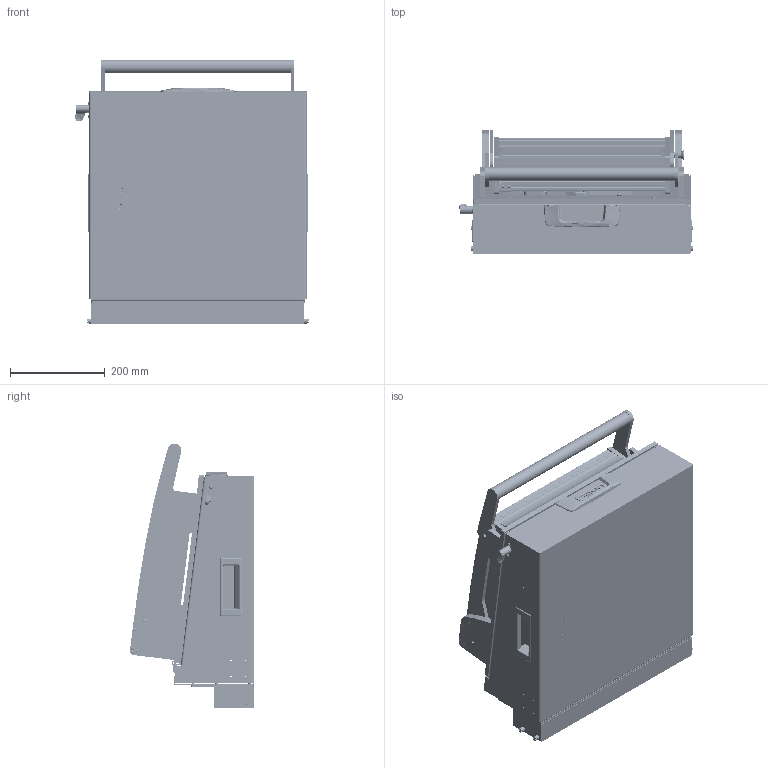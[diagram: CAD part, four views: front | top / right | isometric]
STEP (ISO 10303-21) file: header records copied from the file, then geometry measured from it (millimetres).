
FILE_DESCRIPTION (( 'STEP AP203' ), '1' );
FILE_NAME ('INGUN_35503.STEP', '2023-05-31T08:15:14', ( '' ), ( '' ), 'SwSTEP 2.0', 'SolidWorks 2021', '' );
FILE_SCHEMA (( 'CONFIG_CONTROL_DESIGN' ));
Length unit declared in the file: millimetre
Products named in the file (105): 29805~4_geschlossen<S>; 113920~0_S; DIN912~n_M04,0x012; ISO7380~n_M05,0x020; DIN6325~n_04,0m6x016; 53837~3_KUNDE<S>; 35664~1_S; 57801~2_S; 109950~0_KUNDE<S>; 111995~1_S; 35650~12_KUNDE<S>; 53031~0_S; 31109~0; 21332~0_MA 2112<Standard>; DIN6325~n_04,0m6x024; 53032~0_S; 21332_02~0; DIN912~n_M04,0x016; INGUN_35503; 30915~0; 53838~0_S; 30758_02~0_S; 35663~9_S; 35714~3_S; 110705~2_S; 2281~0; DIN912~n_M04,0x040; ISO7380~n_M05,0x008; 55712~0_KUNDE<S>; 113436~0_S; 20902~0; DIN7991~n_M04,0x010 VA; 30112~0; 110322~4_S; 38786~1; 35649~1_S; K_02037~0_Standard ohne Dyn Punkt<Standard>; 30984~0_S; 109934~0_KUNDE<S>; 35661~4_S ...
Assembly tree (204 placements, depth 6):
  INGUN_35503
    114903~0_ohne GF<S>
      32172~8
      30758~0_S  x2
        30758_01~0_S
        30758_02~0_S
        38564~0
      20902~0
      21332~0_MA 2112<Standard>
        21332_02~0
        21332_01~0
      53032~0_S
      32171~0_S
      32462~0_S
      29805~4_geschlossen<S>
        110322~4_S
        110705~2_S
        30984~0_S
        110231~1_S
        110443~0_S
        30112~0
        ISO7380~n_M05,0x030
        ISO7380~n_M04,0x008  x2
        DIN914~n_M04,0x05
      35334~0_S
      DIN7991~n_M05,0x016
      DIN7991~n_M05,0x012  x2
      DIN985-A2~n_M04,0  x3
      8804~0
      DIN125~n_04,3 M04,0  x2
    35650~12_KUNDE<S>
      109770~1_S
        35648~17
        35661~4_S
        35662~11_S
        35663~9_S
        2281~0_180ø<Standard>  x2
          2281~0
        112064~0_S  x2
        53031~0_S
        35649~1_S
        35651~1_S
        31253~0_S
        30955~0_S
        30915~0
        ASR~asr_拱04,2x07x拌8  x2
        2528~0  x2
        31109~0
        35664~1_S
        114566~0_S  x2
          112087~1_S
            111995~1_S
            112086~2_S
            DIN125~n_05,3 M05,0 Fase
          49317~0
          DIN912~n_M04,0x016
          DIN125~n_04,3 M04,0
          DIN125~n_06,4 M06,0 Fase
        DIN6325~n_04,0m6x016  x2
        DIN7991~n_M05,0x020  x6
Bounding box: 493.5 x 262.15 x 559.17 mm (x, y, z)
Volume: 4880282.8 mm3; surface area: 2692636.4 mm2
Topology: 225 solids, 233 shells, 6452 faces, 16276 edges, 10399 vertices
Faces by surface type: cylinder 2796, plane 2357, cone 784, bspline 330, sphere 96, torus 89
Entity records: 158324 total; most frequent: CARTESIAN_POINT 39593, DIRECTION 22579, ORIENTED_EDGE 21350, EDGE_CURVE 10675, AXIS2_PLACEMENT_3D 8474, VERTEX_POINT 6908, VECTOR 5631, LINE 5631
